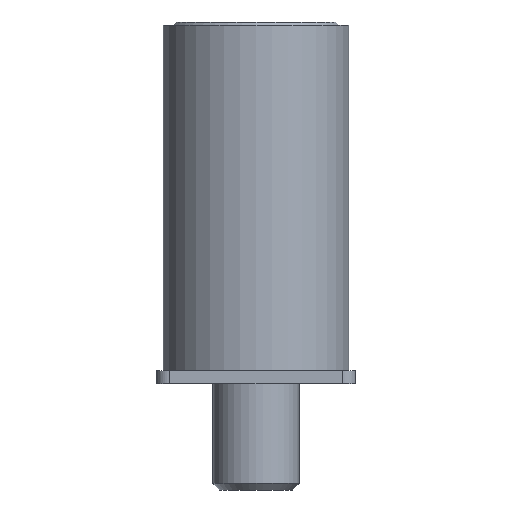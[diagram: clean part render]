
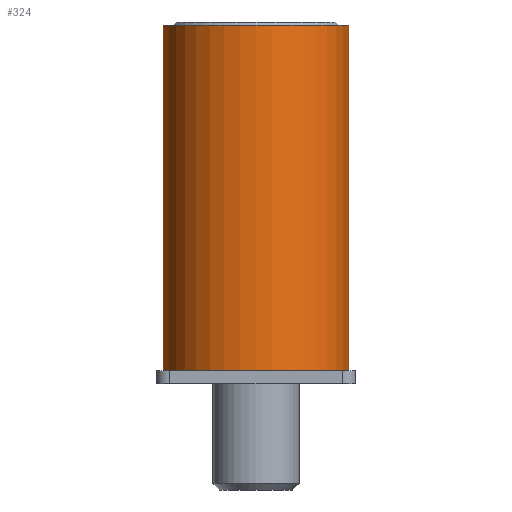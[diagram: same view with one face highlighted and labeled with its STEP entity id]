
A CAD part, front view. The second image highlights one B-rep face of the part: STEP entity #324.
In plain terms, the highlighted cylindrical face has radius 14 mm (diameter 28 mm), a partial arc.
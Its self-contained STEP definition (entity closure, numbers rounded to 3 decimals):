
#22 = ORIENTED_EDGE ( 'NONE', *, *, #943, .T. ) ;
#324 = ADVANCED_FACE ( 'NONE', ( #5018 ), #6502, .T. ) ;
#374 = LINE ( 'NONE', #7694, #4234 ) ;
#450 = CIRCLE ( 'NONE', #7493, 14. ) ;
#621 = CARTESIAN_POINT ( 'NONE',  ( 0., 0., 0. ) ) ;
#943 = EDGE_CURVE ( 'NONE', #7824, #5403, #374, .T. ) ;
#956 = VERTEX_POINT ( 'NONE', #7503 ) ;
#1280 = CARTESIAN_POINT ( 'NONE',  ( 14., 0., -52. ) ) ;
#2280 = DIRECTION ( 'NONE',  ( 0., 0., 1. ) ) ;
#2575 = VERTEX_POINT ( 'NONE', #4277 ) ;
#2733 = EDGE_CURVE ( 'NONE', #956, #5403, #450, .T. ) ;
#3058 = ORIENTED_EDGE ( 'NONE', *, *, #2733, .F. ) ;
#3102 = CARTESIAN_POINT ( 'NONE',  ( -14., 0., -52. ) ) ;
#3193 = ORIENTED_EDGE ( 'NONE', *, *, #3387, .T. ) ;
#3206 = AXIS2_PLACEMENT_3D ( 'NONE', #6584, #4901, #4046 ) ;
#3275 = CARTESIAN_POINT ( 'NONE',  ( 0., 0., -52. ) ) ;
#3387 = EDGE_CURVE ( 'NONE', #2575, #7824, #6778, .T. ) ;
#3928 = LINE ( 'NONE', #3102, #5961 ) ;
#4046 = DIRECTION ( 'NONE',  ( 1., 0., 0. ) ) ;
#4131 = EDGE_LOOP ( 'NONE', ( #6881, #3193, #22, #3058 ) ) ;
#4234 = VECTOR ( 'NONE', #6875, 1000. ) ;
#4277 = CARTESIAN_POINT ( 'NONE',  ( -14., 0., -52. ) ) ;
#4901 = DIRECTION ( 'NONE',  ( 0., 0., 1. ) ) ;
#4998 = CARTESIAN_POINT ( 'NONE',  ( 14., 0., 0. ) ) ;
#5018 = FACE_OUTER_BOUND ( 'NONE', #4131, .T. ) ;
#5403 = VERTEX_POINT ( 'NONE', #4998 ) ;
#5658 = AXIS2_PLACEMENT_3D ( 'NONE', #3275, #7287, #6454 ) ;
#5961 = VECTOR ( 'NONE', #2280, 1000. ) ;
#6454 = DIRECTION ( 'NONE',  ( 1., 0., 0. ) ) ;
#6502 = CYLINDRICAL_SURFACE ( 'NONE', #5658, 14. ) ;
#6584 = CARTESIAN_POINT ( 'NONE',  ( 0., 0., -52. ) ) ;
#6778 = CIRCLE ( 'NONE', #3206, 14. ) ;
#6875 = DIRECTION ( 'NONE',  ( 0., 0., 1. ) ) ;
#6879 = EDGE_CURVE ( 'NONE', #2575, #956, #3928, .T. ) ;
#6881 = ORIENTED_EDGE ( 'NONE', *, *, #6879, .F. ) ;
#7104 = DIRECTION ( 'NONE',  ( 1., 0., 0. ) ) ;
#7287 = DIRECTION ( 'NONE',  ( 0., 0., 1. ) ) ;
#7493 = AXIS2_PLACEMENT_3D ( 'NONE', #621, #7911, #7104 ) ;
#7503 = CARTESIAN_POINT ( 'NONE',  ( -14., 0., 0. ) ) ;
#7694 = CARTESIAN_POINT ( 'NONE',  ( 14., 0., -52. ) ) ;
#7824 = VERTEX_POINT ( 'NONE', #1280 ) ;
#7911 = DIRECTION ( 'NONE',  ( 0., 0., 1. ) ) ;
